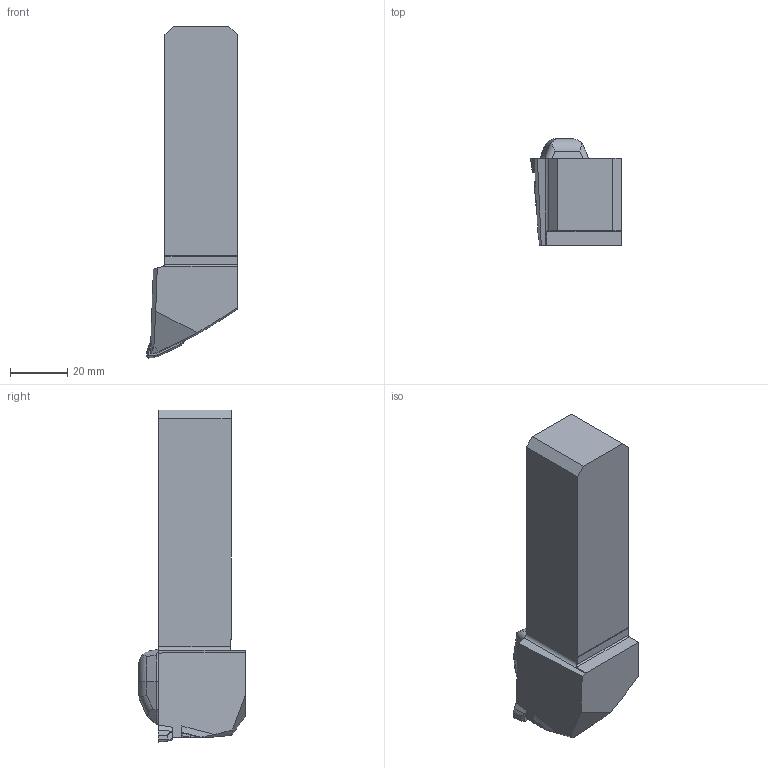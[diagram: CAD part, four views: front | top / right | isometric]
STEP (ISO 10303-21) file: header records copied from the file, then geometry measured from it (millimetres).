
FILE_DESCRIPTION(/* description */ (''),/* implementation_level */ '2;1');
FILE_NAME(/* name */ 'assy.stp',/* time_stamp */ '2017-02-07T19:00:52+01:00',/* author */ (''),/* organization */ ('SMS'),/* preprocessor_version */ 'ST-DEVELOPER v15',/* originating_system */ 'SIEMENS PLM Software NX 8.5',/* authorisation */ '');
FILE_SCHEMA (('AUTOMOTIVE_DESIGN { 1 0 10303 214 3 1 1 1 }'));
Length unit declared in the file: millimetre
Products named in the file (4): ASSEMBLY_CONSTRUCTION; CUT; NOCUT; ASSY
Assembly tree (3 placements, depth 2):
  ASSY
    NOCUT
    CUT
    ASSEMBLY_CONSTRUCTION
Bounding box: 31.75 x 37.3 x 116 mm (x, y, z)
Volume: 75722.8 mm3; surface area: 13987.7 mm2
Topology: 2 solids, 2 shells, 131 faces, 350 edges, 229 vertices
Faces by surface type: plane 59, cylinder 27, bspline 21, cone 19, extrusion 5
Entity records: 4932 total; most frequent: CARTESIAN_POINT 1615, ORIENTED_EDGE 698, DIRECTION 634, EDGE_CURVE 349, AXIS2_PLACEMENT_3D 226, VERTEX_POINT 222, VECTOR 182, LINE 177
